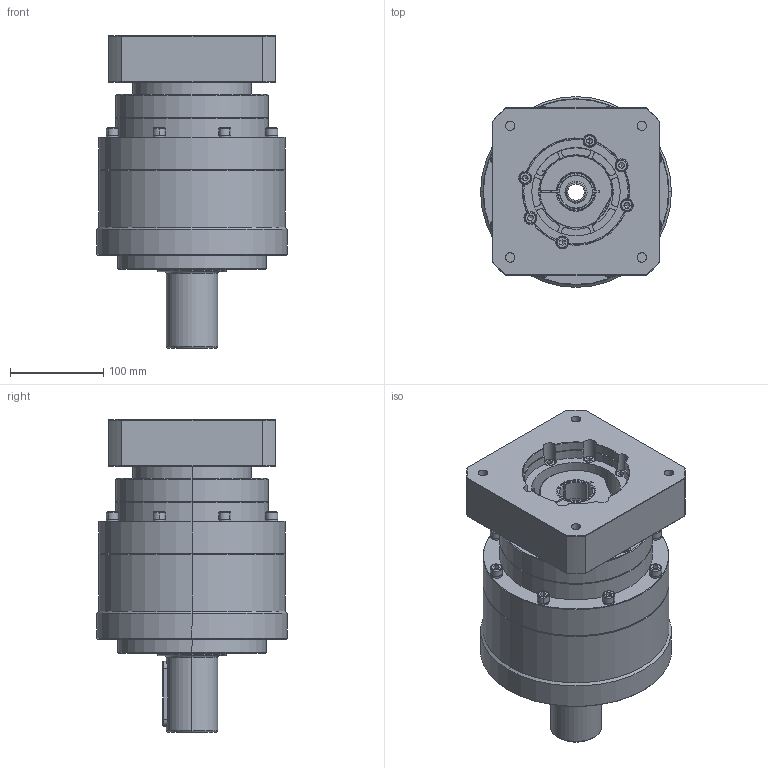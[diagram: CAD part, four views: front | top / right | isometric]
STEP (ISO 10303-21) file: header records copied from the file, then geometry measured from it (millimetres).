
FILE_DESCRIPTION (( 'STEP AP203' ), '1' );
FILE_NAME ('KE205L2-114.3-35-80-M12-200.STEP', '2022-12-07T00:12:05', ( 'PC' ), ( 'Microsoft' ), 'SwSTEP 2.0', 'SolidWorks 2016', '' );
FILE_SCHEMA (( 'CONFIG_CONTROL_DESIGN' ));
Length unit declared in the file: millimetre
Products named in the file (1): KE205L2-114.3-35-80-M12-200
Bounding box: 205 x 205 x 335.5 mm (x, y, z)
Surface area: 362042.5 mm2 (no closed solid volume)
Topology: 0 solids, 45 shells, 511 faces, 1571 edges, 1078 vertices
Faces by surface type: cylinder 203, plane 174, cone 90, torus 44
Entity records: 17970 total; most frequent: CARTESIAN_POINT 3700, DIRECTION 3232, ORIENTED_EDGE 2543, EDGE_CURVE 1551, AXIS2_PLACEMENT_3D 1260, VERTEX_POINT 1078, CIRCLE 748, LINE 712
